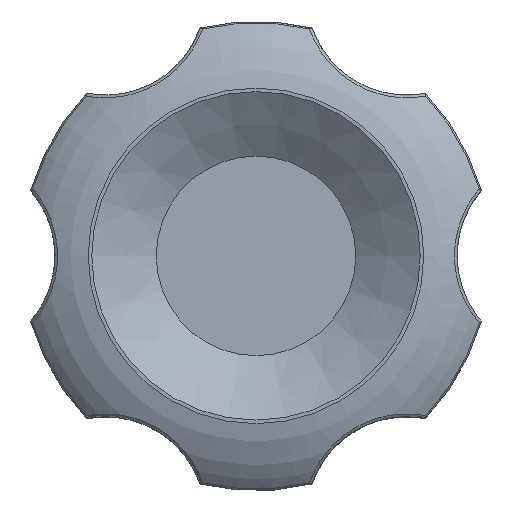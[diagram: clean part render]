
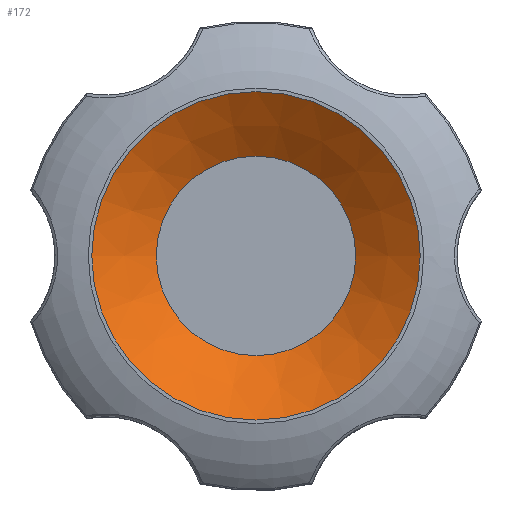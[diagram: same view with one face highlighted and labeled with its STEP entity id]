
A CAD part, top view. The second image highlights one B-rep face of the part: STEP entity #172.
In plain terms, the highlighted conical face has half-angle 55.359 degrees and reference radius 7 mm.
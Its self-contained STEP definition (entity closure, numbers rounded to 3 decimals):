
#172 = ADVANCED_FACE( '', ( #356, #357 ), #358, .F. );
#356 = FACE_BOUND( '', #2557, .T. );
#357 = FACE_OUTER_BOUND( '', #2558, .T. );
#358 = CONICAL_SURFACE( '', #2559, 7., 0.966 );
#2557 = EDGE_LOOP( '', ( #3373 ) );
#2558 = EDGE_LOOP( '', ( #3374 ) );
#2559 = AXIS2_PLACEMENT_3D( '', #3375, #3376, #3377 );
#3373 = ORIENTED_EDGE( '', *, *, #3579, .F. );
#3374 = ORIENTED_EDGE( '', *, *, #3419, .T. );
#3375 = CARTESIAN_POINT( '', ( 0., 0., 20. ) );
#3376 = DIRECTION( '', ( 0., 0., 1. ) );
#3377 = DIRECTION( '', ( 1., 0., 0. ) );
#3419 = EDGE_CURVE( '', #3597, #3597, #3598, .T. );
#3579 = EDGE_CURVE( '', #3843, #3843, #3844, .T. );
#3597 = VERTEX_POINT( '', #3863 );
#3598 = CIRCLE( '', #3864, 7. );
#3843 = VERTEX_POINT( '', #6135 );
#3844 = CIRCLE( '', #6136, 4.25 );
#3863 = CARTESIAN_POINT( '', ( 7., 0., 20. ) );
#3864 = AXIS2_PLACEMENT_3D( '', #6170, #6171, #6172 );
#6135 = CARTESIAN_POINT( '', ( 4.25, 0., 18.1 ) );
#6136 = AXIS2_PLACEMENT_3D( '', #6296, #6297, #6298 );
#6170 = CARTESIAN_POINT( '', ( 0., 0., 20. ) );
#6171 = DIRECTION( '', ( 0., 0., 1. ) );
#6172 = DIRECTION( '', ( 1., 0., 0. ) );
#6296 = CARTESIAN_POINT( '', ( 0., 0., 18.1 ) );
#6297 = DIRECTION( '', ( 0., 0., 1. ) );
#6298 = DIRECTION( '', ( 1., 0., 0. ) );
